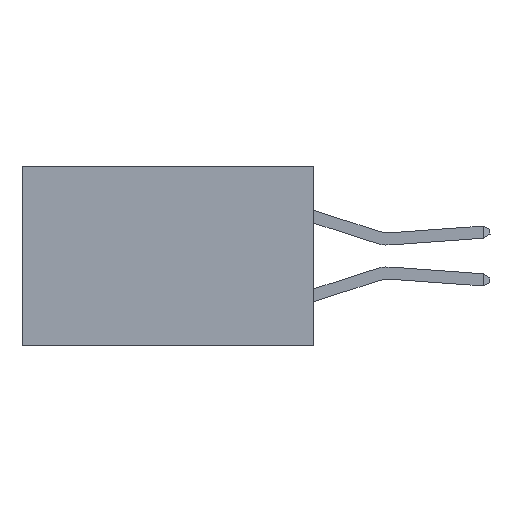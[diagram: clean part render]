
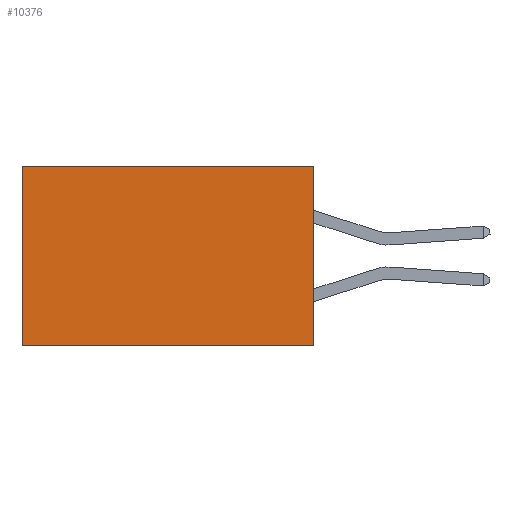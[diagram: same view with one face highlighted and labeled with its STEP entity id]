
A CAD part, left-side view. The second image highlights one B-rep face of the part: STEP entity #10376.
In plain terms, the highlighted planar face has unit normal (-1, 0, 0).
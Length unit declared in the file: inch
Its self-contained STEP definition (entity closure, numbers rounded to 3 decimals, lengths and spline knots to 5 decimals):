
#1216 = LINE ( 'NONE', #2454, #14413 ) ;
#1567 = VECTOR ( 'NONE', #7885, 39.37008 ) ;
#2041 = LINE ( 'NONE', #15167, #1567 ) ;
#2099 = DIRECTION ( 'NONE',  ( 0., 0., -1. ) ) ;
#2154 = PLANE ( 'NONE',  #4977 ) ;
#2454 = CARTESIAN_POINT ( 'NONE',  ( 0.2875, 0., -0.37 ) ) ;
#2914 = CARTESIAN_POINT ( 'NONE',  ( 0.2875, 0., -0.37 ) ) ;
#4106 = ORIENTED_EDGE ( 'NONE', *, *, #14173, .T. ) ;
#4270 = CARTESIAN_POINT ( 'NONE',  ( 0.2875, 0.6, 0. ) ) ;
#4977 = AXIS2_PLACEMENT_3D ( 'NONE', #14132, #5269, #2099 ) ;
#5269 = DIRECTION ( 'NONE',  ( 1., 0., 0. ) ) ;
#5651 = LINE ( 'NONE', #7635, #14918 ) ;
#6084 = VERTEX_POINT ( 'NONE', #11747 ) ;
#6351 = EDGE_CURVE ( 'NONE', #16862, #16204, #2041, .T. ) ;
#6598 = LINE ( 'NONE', #4270, #16299 ) ;
#7635 = CARTESIAN_POINT ( 'NONE',  ( 0.2875, 0., 0. ) ) ;
#7885 = DIRECTION ( 'NONE',  ( 0., 0., -1. ) ) ;
#9138 = DIRECTION ( 'NONE',  ( 0., 1., 0. ) ) ;
#9311 = EDGE_LOOP ( 'NONE', ( #4106, #18977, #13817, #18190 ) ) ;
#10376 = ADVANCED_FACE ( 'NONE', ( #16418 ), #2154, .F. ) ;
#11747 = CARTESIAN_POINT ( 'NONE',  ( 0.2875, 0.6, 0. ) ) ;
#13021 = DIRECTION ( 'NONE',  ( 0., 0., -1. ) ) ;
#13377 = CARTESIAN_POINT ( 'NONE',  ( 0.2875, 0., 0. ) ) ;
#13673 = EDGE_CURVE ( 'NONE', #16862, #6084, #5651, .T. ) ;
#13817 = ORIENTED_EDGE ( 'NONE', *, *, #6351, .F. ) ;
#14132 = CARTESIAN_POINT ( 'NONE',  ( 0.2875, 0., 0. ) ) ;
#14173 = EDGE_CURVE ( 'NONE', #6084, #18243, #6598, .T. ) ;
#14413 = VECTOR ( 'NONE', #15738, 39.37008 ) ;
#14692 = EDGE_CURVE ( 'NONE', #16204, #18243, #1216, .T. ) ;
#14918 = VECTOR ( 'NONE', #9138, 39.37008 ) ;
#15167 = CARTESIAN_POINT ( 'NONE',  ( 0.2875, 0., 0. ) ) ;
#15738 = DIRECTION ( 'NONE',  ( 0., 1., 0. ) ) ;
#16204 = VERTEX_POINT ( 'NONE', #2914 ) ;
#16299 = VECTOR ( 'NONE', #13021, 39.37008 ) ;
#16418 = FACE_OUTER_BOUND ( 'NONE', #9311, .T. ) ;
#16862 = VERTEX_POINT ( 'NONE', #13377 ) ;
#18111 = CARTESIAN_POINT ( 'NONE',  ( 0.2875, 0.6, -0.37 ) ) ;
#18190 = ORIENTED_EDGE ( 'NONE', *, *, #13673, .T. ) ;
#18243 = VERTEX_POINT ( 'NONE', #18111 ) ;
#18977 = ORIENTED_EDGE ( 'NONE', *, *, #14692, .F. ) ;
